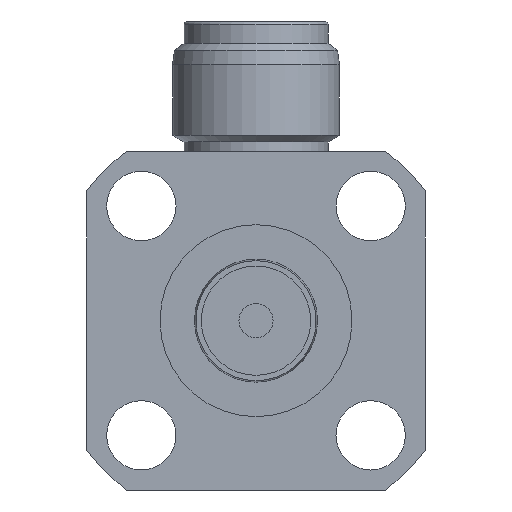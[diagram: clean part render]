
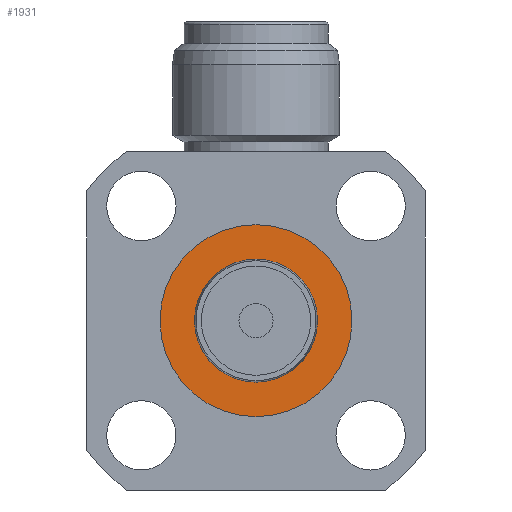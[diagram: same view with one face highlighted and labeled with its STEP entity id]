
A CAD part, front view. The second image highlights one B-rep face of the part: STEP entity #1931.
In plain terms, the highlighted planar face has unit normal (0, -1, 0).
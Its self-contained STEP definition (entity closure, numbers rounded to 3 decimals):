
#40 = AXIS2_PLACEMENT_3D ( 'NONE', #572, #4103, #592 ) ;
#54 = CARTESIAN_POINT ( 'NONE',  ( 0., -7.4, 0. ) ) ;
#150 = EDGE_CURVE ( 'NONE', #1970, #2425, #1958, .T. ) ;
#162 = CARTESIAN_POINT ( 'NONE',  ( 0., -7.4, -3.6 ) ) ;
#383 = DIRECTION ( 'NONE',  ( 0., 0., 1. ) ) ;
#393 = ORIENTED_EDGE ( 'NONE', *, *, #1320, .T. ) ;
#467 = CIRCLE ( 'NONE', #2917, 2.307 ) ;
#528 = PLANE ( 'NONE',  #3797 ) ;
#572 = CARTESIAN_POINT ( 'NONE',  ( 0., -7.4, 0. ) ) ;
#592 = DIRECTION ( 'NONE',  ( 0., 0., 1. ) ) ;
#944 = DIRECTION ( 'NONE',  ( 0., 0., 1. ) ) ;
#981 = DIRECTION ( 'NONE',  ( 0., 1., 0. ) ) ;
#995 = CARTESIAN_POINT ( 'NONE',  ( 0., -7.4, 0. ) ) ;
#1056 = ORIENTED_EDGE ( 'NONE', *, *, #150, .F. ) ;
#1296 = DIRECTION ( 'NONE',  ( 0., 1., 0. ) ) ;
#1320 = EDGE_CURVE ( 'NONE', #2237, #3561, #4026, .T. ) ;
#1382 = ORIENTED_EDGE ( 'NONE', *, *, #3229, .T. ) ;
#1518 = EDGE_LOOP ( 'NONE', ( #393, #1382 ) ) ;
#1549 = AXIS2_PLACEMENT_3D ( 'NONE', #3186, #1296, #3528 ) ;
#1931 = ADVANCED_FACE ( 'NONE', ( #2317, #3168 ), #528, .F. ) ;
#1958 = CIRCLE ( 'NONE', #40, 3.6 ) ;
#1970 = VERTEX_POINT ( 'NONE', #3850 ) ;
#2045 = CARTESIAN_POINT ( 'NONE',  ( 0., -7.4, 2.307 ) ) ;
#2237 = VERTEX_POINT ( 'NONE', #2045 ) ;
#2242 = DIRECTION ( 'NONE',  ( 0., 1., 0. ) ) ;
#2313 = AXIS2_PLACEMENT_3D ( 'NONE', #995, #981, #944 ) ;
#2317 = FACE_OUTER_BOUND ( 'NONE', #2372, .T. ) ;
#2372 = EDGE_LOOP ( 'NONE', ( #1056, #3187 ) ) ;
#2425 = VERTEX_POINT ( 'NONE', #162 ) ;
#2745 = CARTESIAN_POINT ( 'NONE',  ( 0., -7.4, -2.307 ) ) ;
#2917 = AXIS2_PLACEMENT_3D ( 'NONE', #54, #2242, #383 ) ;
#3168 = FACE_BOUND ( 'NONE', #1518, .T. ) ;
#3186 = CARTESIAN_POINT ( 'NONE',  ( 0., -7.4, 0. ) ) ;
#3187 = ORIENTED_EDGE ( 'NONE', *, *, #3714, .F. ) ;
#3229 = EDGE_CURVE ( 'NONE', #3561, #2237, #467, .T. ) ;
#3528 = DIRECTION ( 'NONE',  ( 0., 0., 1. ) ) ;
#3561 = VERTEX_POINT ( 'NONE', #2745 ) ;
#3714 = EDGE_CURVE ( 'NONE', #2425, #1970, #3959, .T. ) ;
#3797 = AXIS2_PLACEMENT_3D ( 'NONE', #3908, #3897, #3868 ) ;
#3850 = CARTESIAN_POINT ( 'NONE',  ( 0., -7.4, 3.6 ) ) ;
#3868 = DIRECTION ( 'NONE',  ( 0., 0., 1. ) ) ;
#3897 = DIRECTION ( 'NONE',  ( 0., 1., 0. ) ) ;
#3908 = CARTESIAN_POINT ( 'NONE',  ( 0., -7.4, 2.307 ) ) ;
#3959 = CIRCLE ( 'NONE', #1549, 3.6 ) ;
#4026 = CIRCLE ( 'NONE', #2313, 2.307 ) ;
#4103 = DIRECTION ( 'NONE',  ( 0., 1., 0. ) ) ;
